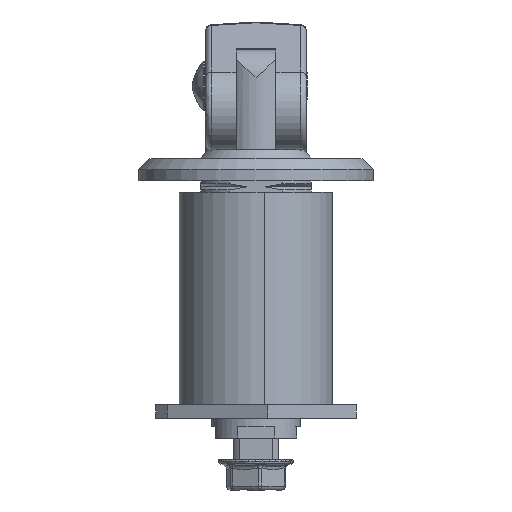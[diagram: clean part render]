
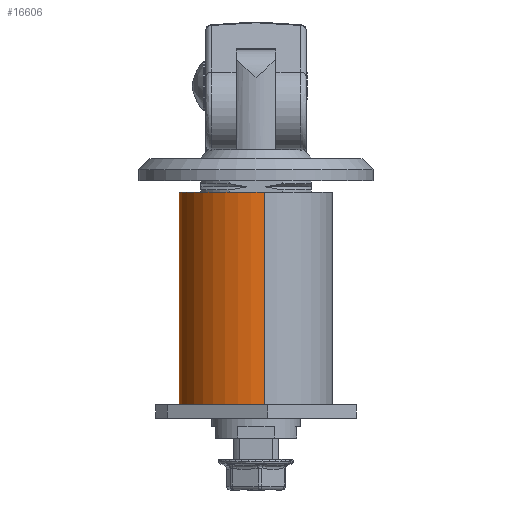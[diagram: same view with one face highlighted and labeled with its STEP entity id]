
A CAD part, front view. The second image highlights one B-rep face of the part: STEP entity #16606.
In plain terms, the highlighted cylindrical face has radius 13.75 mm (diameter 27.5 mm), a partial arc.
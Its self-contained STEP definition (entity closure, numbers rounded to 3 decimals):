
#9112 = VECTOR ( 'NONE', #15159, 1000. ) ;
#9120 = LINE ( 'NONE', #15152, #9112 ) ;
#9125 = CIRCLE ( 'NONE', #12493, 13.75 ) ;
#9132 = LINE ( 'NONE', #15192, #9146 ) ;
#9146 = VECTOR ( 'NONE', #15200, 1000. ) ;
#12493 = AXIS2_PLACEMENT_3D ( 'NONE', #15160, #15162, #15163 ) ;
#12579 = AXIS2_PLACEMENT_3D ( 'NONE', #15930, #15935, #15936 ) ;
#15152 = CARTESIAN_POINT ( 'NONE',  ( 13.75, 0., 40.5 ) ) ;
#15159 = DIRECTION ( 'NONE',  ( 0., 0., -1. ) ) ;
#15160 = CARTESIAN_POINT ( 'NONE',  ( 0., 0., 40.5 ) ) ;
#15162 = DIRECTION ( 'NONE',  ( 0., 0., -1. ) ) ;
#15163 = DIRECTION ( 'NONE',  ( -1., 0., 0. ) ) ;
#15192 = CARTESIAN_POINT ( 'NONE',  ( -13.75, 0., 40.5 ) ) ;
#15200 = DIRECTION ( 'NONE',  ( 0., 0., -1. ) ) ;
#15605 = CIRCLE ( 'NONE', #12579, 13.75 ) ;
#15930 = CARTESIAN_POINT ( 'NONE',  ( 0., 0., 2.5 ) ) ;
#15935 = DIRECTION ( 'NONE',  ( 0., 0., 1. ) ) ;
#15936 = DIRECTION ( 'NONE',  ( -1., 0., 0. ) ) ;
#16014 = CARTESIAN_POINT ( 'NONE',  ( 13.75, 0., 40.5 ) ) ;
#16079 = CARTESIAN_POINT ( 'NONE',  ( -13.75, 0., 40.5 ) ) ;
#16606 = ADVANCED_FACE ( 'NONE', ( #25389 ), #25393, .T. ) ;
#16889 = VERTEX_POINT ( 'NONE', #28196 ) ;
#16936 = VERTEX_POINT ( 'NONE', #28243 ) ;
#23896 = EDGE_CURVE ( 'NONE', #36084, #16936, #9120, .T. ) ;
#23897 = EDGE_CURVE ( 'NONE', #36311, #36084, #9125, .T. ) ;
#23912 = EDGE_CURVE ( 'NONE', #36311, #16889, #9132, .T. ) ;
#24089 = EDGE_CURVE ( 'NONE', #16936, #16889, #15605, .T. ) ;
#24612 = EDGE_LOOP ( 'NONE', ( #35108, #35221, #35110, #35109 ) ) ;
#25389 = FACE_OUTER_BOUND ( 'NONE', #24612, .T. ) ;
#25393 = CYLINDRICAL_SURFACE ( 'NONE', #27062, 13.75 ) ;
#27062 = AXIS2_PLACEMENT_3D ( 'NONE', #27618, #27597, #27612 ) ;
#27597 = DIRECTION ( 'NONE',  ( 0., 0., -1. ) ) ;
#27612 = DIRECTION ( 'NONE',  ( -1., 0., 0. ) ) ;
#27618 = CARTESIAN_POINT ( 'NONE',  ( 0., 0., 40.5 ) ) ;
#28196 = CARTESIAN_POINT ( 'NONE',  ( -13.75, 0., 2.5 ) ) ;
#28243 = CARTESIAN_POINT ( 'NONE',  ( 13.75, 0., 2.5 ) ) ;
#35108 = ORIENTED_EDGE ( 'NONE', *, *, #23897, .T. ) ;
#35109 = ORIENTED_EDGE ( 'NONE', *, *, #23912, .F. ) ;
#35110 = ORIENTED_EDGE ( 'NONE', *, *, #24089, .T. ) ;
#35221 = ORIENTED_EDGE ( 'NONE', *, *, #23896, .T. ) ;
#36084 = VERTEX_POINT ( 'NONE', #16014 ) ;
#36311 = VERTEX_POINT ( 'NONE', #16079 ) ;
